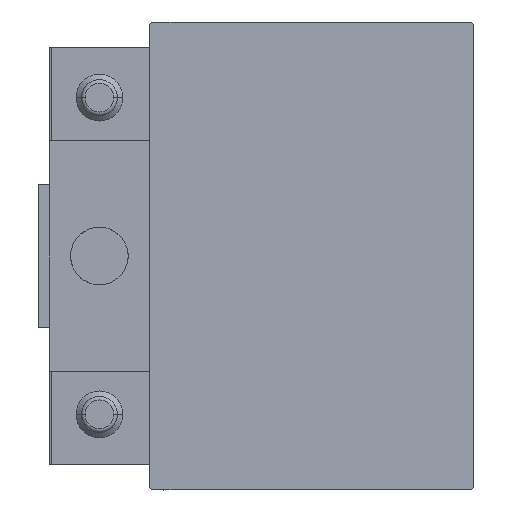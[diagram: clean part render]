
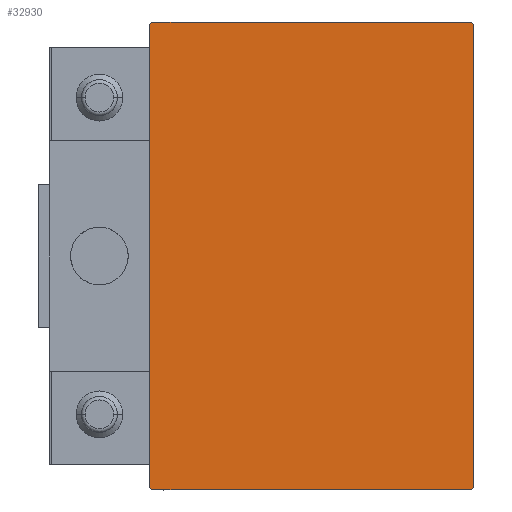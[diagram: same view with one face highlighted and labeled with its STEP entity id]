
A CAD part, left-side view. The second image highlights one B-rep face of the part: STEP entity #32930.
In plain terms, the highlighted face is planar.
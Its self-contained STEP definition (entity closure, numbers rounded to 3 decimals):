
#7 = LINE ( 'NONE', #23490, #20120 ) ;
#1110 = ORIENTED_EDGE ( 'NONE', *, *, #22636, .T. ) ;
#1656 = DIRECTION ( 'NONE',  ( 0., -0.707, 0.707 ) ) ;
#3678 = CARTESIAN_POINT ( 'NONE',  ( 100., 22.5, 32.2 ) ) ;
#4766 = CARTESIAN_POINT ( 'NONE',  ( 100., -22.5, -32.5 ) ) ;
#5274 = DIRECTION ( 'NONE',  ( 0., 1., 0. ) ) ;
#6307 = CARTESIAN_POINT ( 'NONE',  ( 100., -27.35, -27.35 ) ) ;
#7325 = DIRECTION ( 'NONE',  ( 0., 0.707, 0.707 ) ) ;
#10101 = CARTESIAN_POINT ( 'NONE',  ( 100., -22.2, 32.5 ) ) ;
#10490 = ORIENTED_EDGE ( 'NONE', *, *, #39815, .T. ) ;
#11003 = VECTOR ( 'NONE', #31578, 1000. ) ;
#12473 = EDGE_CURVE ( 'NONE', #21637, #34109, #19132, .T. ) ;
#12930 = CARTESIAN_POINT ( 'NONE',  ( 100., 0., 0. ) ) ;
#14172 = DIRECTION ( 'NONE',  ( 0., 0.707, -0.707 ) ) ;
#14287 = EDGE_CURVE ( 'NONE', #24330, #44228, #7, .T. ) ;
#14628 = EDGE_CURVE ( 'NONE', #17663, #35831, #19593, .T. ) ;
#15573 = DIRECTION ( 'NONE',  ( 0., -1., 0. ) ) ;
#15857 = CARTESIAN_POINT ( 'NONE',  ( 100., -22.2, -32.5 ) ) ;
#16132 = ORIENTED_EDGE ( 'NONE', *, *, #36631, .T. ) ;
#16477 = DIRECTION ( 'NONE',  ( 0., 0., -1. ) ) ;
#16664 = LINE ( 'NONE', #4766, #18345 ) ;
#16721 = DIRECTION ( 'NONE',  ( 1., 0., 0. ) ) ;
#17663 = VERTEX_POINT ( 'NONE', #48296 ) ;
#18345 = VECTOR ( 'NONE', #5274, 1000. ) ;
#19132 = LINE ( 'NONE', #38852, #38455 ) ;
#19593 = LINE ( 'NONE', #31486, #25764 ) ;
#20120 = VECTOR ( 'NONE', #7325, 1000. ) ;
#20621 = CARTESIAN_POINT ( 'NONE',  ( 100., 27.35, 27.35 ) ) ;
#20674 = CARTESIAN_POINT ( 'NONE',  ( 100., 22.2, -32.5 ) ) ;
#21637 = VERTEX_POINT ( 'NONE', #40684 ) ;
#22284 = VERTEX_POINT ( 'NONE', #3678 ) ;
#22636 = EDGE_CURVE ( 'NONE', #35831, #21637, #42567, .T. ) ;
#23490 = CARTESIAN_POINT ( 'NONE',  ( 100., 27.35, -27.35 ) ) ;
#24330 = VERTEX_POINT ( 'NONE', #20674 ) ;
#24392 = LINE ( 'NONE', #20621, #31163 ) ;
#25764 = VECTOR ( 'NONE', #15573, 1000. ) ;
#28278 = ORIENTED_EDGE ( 'NONE', *, *, #14628, .T. ) ;
#28328 = PLANE ( 'NONE',  #42329 ) ;
#30219 = CARTESIAN_POINT ( 'NONE',  ( 100., -22.5, -32.2 ) ) ;
#31019 = DIRECTION ( 'NONE',  ( 0., 0., -1. ) ) ;
#31163 = VECTOR ( 'NONE', #1656, 1000. ) ;
#31175 = ORIENTED_EDGE ( 'NONE', *, *, #43504, .T. ) ;
#31486 = CARTESIAN_POINT ( 'NONE',  ( 100., 22.5, 32.5 ) ) ;
#31578 = DIRECTION ( 'NONE',  ( 0., 0., 1. ) ) ;
#32178 = DIRECTION ( 'NONE',  ( 0., -0.707, -0.707 ) ) ;
#32316 = ORIENTED_EDGE ( 'NONE', *, *, #37171, .T. ) ;
#32930 = ADVANCED_FACE ( 'NONE', ( #43760 ), #28328, .T. ) ;
#32994 = CARTESIAN_POINT ( 'NONE',  ( 100., 22.5, -32.2 ) ) ;
#34109 = VERTEX_POINT ( 'NONE', #30219 ) ;
#35831 = VERTEX_POINT ( 'NONE', #10101 ) ;
#36631 = EDGE_CURVE ( 'NONE', #22284, #17663, #24392, .T. ) ;
#37171 = EDGE_CURVE ( 'NONE', #44228, #22284, #39166, .T. ) ;
#38455 = VECTOR ( 'NONE', #31019, 1000. ) ;
#38852 = CARTESIAN_POINT ( 'NONE',  ( 100., -22.5, 32.5 ) ) ;
#39166 = LINE ( 'NONE', #43206, #11003 ) ;
#39815 = EDGE_CURVE ( 'NONE', #49787, #24330, #16664, .T. ) ;
#39915 = ORIENTED_EDGE ( 'NONE', *, *, #14287, .T. ) ;
#40022 = CARTESIAN_POINT ( 'NONE',  ( 100., -27.35, 27.35 ) ) ;
#40684 = CARTESIAN_POINT ( 'NONE',  ( 100., -22.5, 32.2 ) ) ;
#40966 = LINE ( 'NONE', #6307, #43015 ) ;
#42329 = AXIS2_PLACEMENT_3D ( 'NONE', #12930, #16721, #16477 ) ;
#42462 = EDGE_LOOP ( 'NONE', ( #10490, #39915, #32316, #16132, #28278, #1110, #46258, #31175 ) ) ;
#42567 = LINE ( 'NONE', #40022, #46904 ) ;
#43015 = VECTOR ( 'NONE', #14172, 1000. ) ;
#43206 = CARTESIAN_POINT ( 'NONE',  ( 100., 22.5, -32.5 ) ) ;
#43504 = EDGE_CURVE ( 'NONE', #34109, #49787, #40966, .T. ) ;
#43760 = FACE_OUTER_BOUND ( 'NONE', #42462, .T. ) ;
#44228 = VERTEX_POINT ( 'NONE', #32994 ) ;
#46258 = ORIENTED_EDGE ( 'NONE', *, *, #12473, .T. ) ;
#46904 = VECTOR ( 'NONE', #32178, 1000. ) ;
#48296 = CARTESIAN_POINT ( 'NONE',  ( 100., 22.2, 32.5 ) ) ;
#49787 = VERTEX_POINT ( 'NONE', #15857 ) ;
